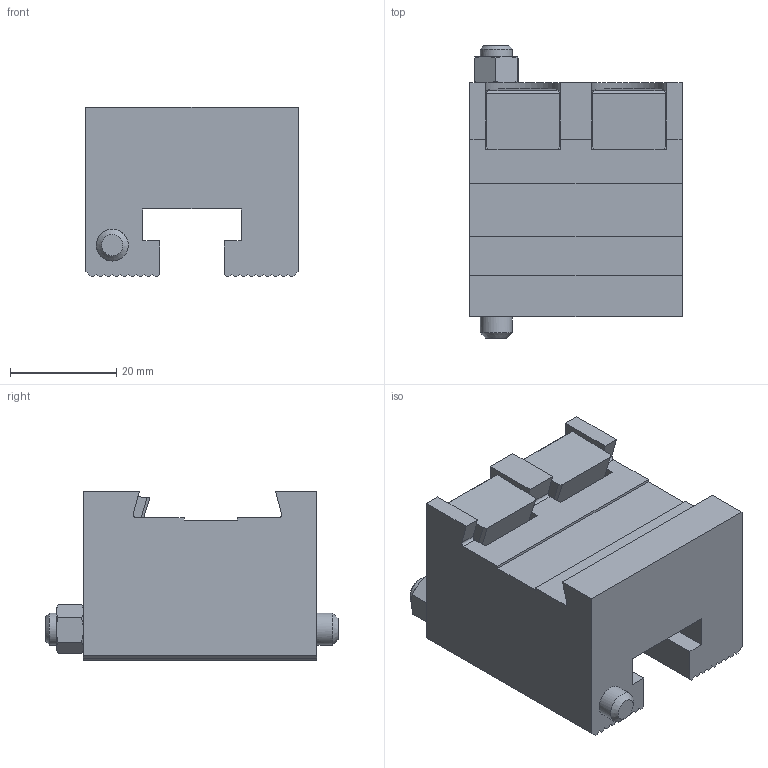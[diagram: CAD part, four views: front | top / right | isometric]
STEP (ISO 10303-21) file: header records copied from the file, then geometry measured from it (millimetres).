
FILE_DESCRIPTION(/* description */ (''),/* implementation_level */ '2;1');
FILE_NAME(/* name */ 'W9990076A.stp',/* time_stamp */ '2009-05-14T07:35:03+02:00',/* author */ (''),/* organization */ (''),/* preprocessor_version */ 'ST-DEVELOPER v11',/* originating_system */ 'UGS - NX 5.0',/* authorisation */ '');
FILE_SCHEMA (('AUTOMOTIVE_DESIGN { 1 0 10303 214 0 1 1 1 }'));
Length unit declared in the file: millimetre
Products named in the file (1): krueBC01marl
Bounding box: 40 x 55 x 32 mm (x, y, z)
Volume: 41161 mm3; surface area: 13058.2 mm2
Topology: 3 solids, 3 shells, 168 faces, 466 edges, 307 vertices
Faces by surface type: plane 133, cone 20, cylinder 13, bspline 2
Full cylindrical faces by diameter (mm): 3 x1, 6 x2, 6.8 x2
Entity records: 5366 total; most frequent: CARTESIAN_POINT 1164, ORIENTED_EDGE 892, DIRECTION 794, EDGE_CURVE 446, LINE 360, VECTOR 360, VERTEX_POINT 299, AXIS2_PLACEMENT_3D 217
